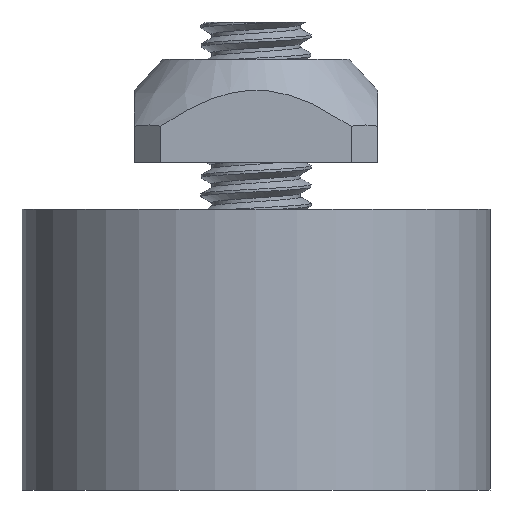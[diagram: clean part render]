
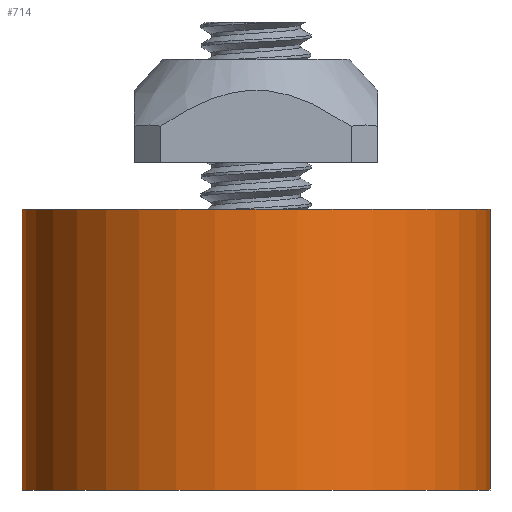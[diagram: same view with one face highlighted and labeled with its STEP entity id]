
A CAD part, front view. The second image highlights one B-rep face of the part: STEP entity #714.
In plain terms, the highlighted cylindrical face has radius 12.5 mm (diameter 25 mm), a full revolution.
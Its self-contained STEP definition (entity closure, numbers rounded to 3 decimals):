
#87=FACE_OUTER_BOUND('',#127,.T.);
#127=EDGE_LOOP('',(#595,#596,#597,#598));
#149=CIRCLE('',#784,12.5);
#150=CIRCLE('',#785,12.5);
#222=LINE('',#2636,#261);
#261=VECTOR('',#889,12.5);
#328=VERTEX_POINT('',#2633);
#329=VERTEX_POINT('',#2635);
#422=EDGE_CURVE('',#328,#328,#149,.T.);
#423=EDGE_CURVE('',#328,#329,#222,.T.);
#424=EDGE_CURVE('',#329,#329,#150,.T.);
#595=ORIENTED_EDGE('',*,*,#422,.T.);
#596=ORIENTED_EDGE('',*,*,#423,.T.);
#597=ORIENTED_EDGE('',*,*,#424,.T.);
#598=ORIENTED_EDGE('',*,*,#423,.F.);
#687=CYLINDRICAL_SURFACE('',#783,12.5);
#714=ADVANCED_FACE('',(#87),#687,.T.);
#783=AXIS2_PLACEMENT_3D('',#2632,#885,#886);
#784=AXIS2_PLACEMENT_3D('',#2634,#887,#888);
#785=AXIS2_PLACEMENT_3D('',#2637,#890,#891);
#885=DIRECTION('center_axis',(0.,0.,-1.));
#886=DIRECTION('ref_axis',(-1.,0.,0.));
#887=DIRECTION('center_axis',(0.,0.,1.));
#888=DIRECTION('ref_axis',(-1.,0.,0.));
#889=DIRECTION('',(0.,0.,1.));
#890=DIRECTION('center_axis',(0.,0.,-1.));
#891=DIRECTION('ref_axis',(-1.,0.,0.));
#2632=CARTESIAN_POINT('Origin',(0.,0.,0.));
#2633=CARTESIAN_POINT('',(12.5,0.,-15.));
#2634=CARTESIAN_POINT('Origin',(0.,0.,-15.));
#2635=CARTESIAN_POINT('',(12.5,0.,0.));
#2636=CARTESIAN_POINT('',(12.5,0.,0.));
#2637=CARTESIAN_POINT('Origin',(0.,0.,0.));
